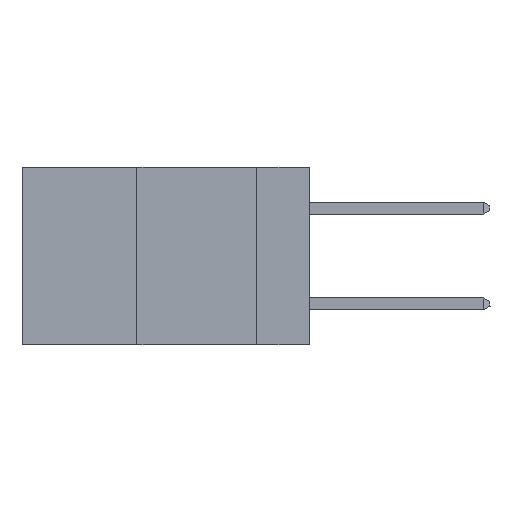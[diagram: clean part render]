
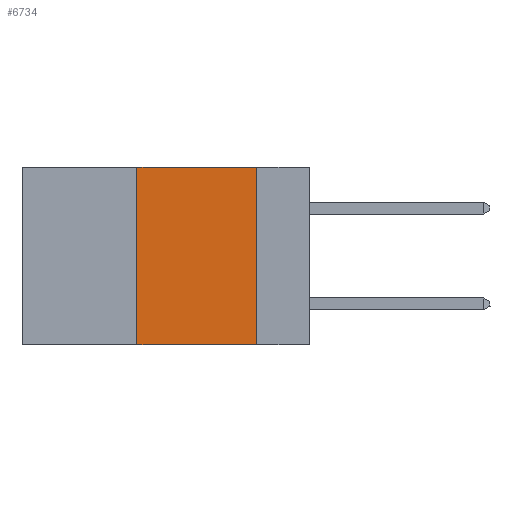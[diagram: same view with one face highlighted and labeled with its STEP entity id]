
A CAD part, left-side view. The second image highlights one B-rep face of the part: STEP entity #6734.
In plain terms, the highlighted planar face has unit normal (-1, 0, 0).
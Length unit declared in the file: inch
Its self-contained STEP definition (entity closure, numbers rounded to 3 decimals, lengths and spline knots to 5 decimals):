
#414 = ORIENTED_EDGE ( 'NONE', *, *, #19308, .F. ) ;
#640 = ORIENTED_EDGE ( 'NONE', *, *, #5394, .F. ) ;
#831 = VERTEX_POINT ( 'NONE', #13967 ) ;
#1453 = VECTOR ( 'NONE', #18014, 39.37008 ) ;
#1890 = VERTEX_POINT ( 'NONE', #12057 ) ;
#2270 = PLANE ( 'NONE',  #4798 ) ;
#3060 = VECTOR ( 'NONE', #18185, 39.37008 ) ;
#4274 = LINE ( 'NONE', #11206, #22274 ) ;
#4798 = AXIS2_PLACEMENT_3D ( 'NONE', #17959, #19570, #7282 ) ;
#5394 = EDGE_CURVE ( 'NONE', #14247, #1890, #4274, .T. ) ;
#6004 = CARTESIAN_POINT ( 'NONE',  ( 0., 0.36, 0. ) ) ;
#6532 = CARTESIAN_POINT ( 'NONE',  ( 0., 0.11, -0.37 ) ) ;
#6734 = ADVANCED_FACE ( 'NONE', ( #10906 ), #2270, .F. ) ;
#6878 = ORIENTED_EDGE ( 'NONE', *, *, #17059, .T. ) ;
#7282 = DIRECTION ( 'NONE',  ( 0., 0., -1. ) ) ;
#10906 = FACE_OUTER_BOUND ( 'NONE', #17505, .T. ) ;
#11077 = EDGE_CURVE ( 'NONE', #831, #14247, #14749, .T. ) ;
#11206 = CARTESIAN_POINT ( 'NONE',  ( 0., 0.6, 0. ) ) ;
#11487 = CARTESIAN_POINT ( 'NONE',  ( 0., 0.6, -0.37 ) ) ;
#12057 = CARTESIAN_POINT ( 'NONE',  ( 0., 0.11, 0. ) ) ;
#13967 = CARTESIAN_POINT ( 'NONE',  ( 0., 0.36, -0.37 ) ) ;
#14247 = VERTEX_POINT ( 'NONE', #21751 ) ;
#14586 = CARTESIAN_POINT ( 'NONE',  ( 0., 0.11, 0. ) ) ;
#14686 = LINE ( 'NONE', #11487, #21391 ) ;
#14749 = LINE ( 'NONE', #6004, #3060 ) ;
#16839 = DIRECTION ( 'NONE',  ( 0., -1., 0. ) ) ;
#17059 = EDGE_CURVE ( 'NONE', #831, #17788, #14686, .T. ) ;
#17505 = EDGE_LOOP ( 'NONE', ( #414, #640, #21911, #6878 ) ) ;
#17788 = VERTEX_POINT ( 'NONE', #6532 ) ;
#17959 = CARTESIAN_POINT ( 'NONE',  ( 0., 0.6, 0. ) ) ;
#18014 = DIRECTION ( 'NONE',  ( 0., 0., -1. ) ) ;
#18166 = DIRECTION ( 'NONE',  ( 0., -1., 0. ) ) ;
#18185 = DIRECTION ( 'NONE',  ( 0., 0., 1. ) ) ;
#19308 = EDGE_CURVE ( 'NONE', #1890, #17788, #19834, .T. ) ;
#19570 = DIRECTION ( 'NONE',  ( 1., 0., 0. ) ) ;
#19834 = LINE ( 'NONE', #14586, #1453 ) ;
#21391 = VECTOR ( 'NONE', #16839, 39.37008 ) ;
#21751 = CARTESIAN_POINT ( 'NONE',  ( 0., 0.36, 0. ) ) ;
#21911 = ORIENTED_EDGE ( 'NONE', *, *, #11077, .F. ) ;
#22274 = VECTOR ( 'NONE', #18166, 39.37008 ) ;
